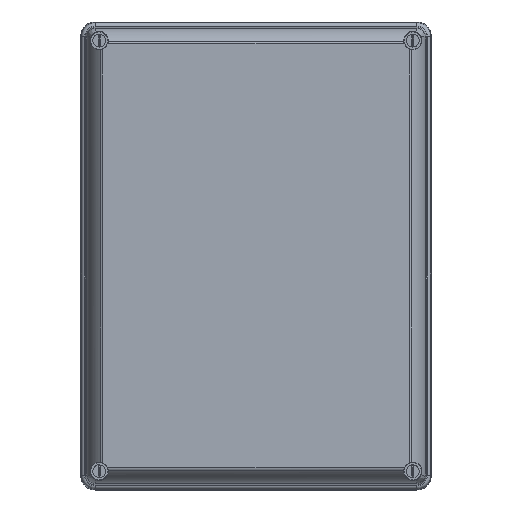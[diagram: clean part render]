
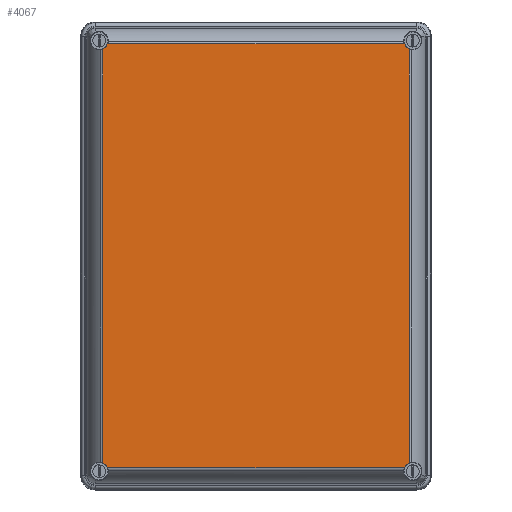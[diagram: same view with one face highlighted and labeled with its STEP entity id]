
A CAD part, top view. The second image highlights one B-rep face of the part: STEP entity #4067.
In plain terms, the highlighted planar face has unit normal (0, 0, 1).
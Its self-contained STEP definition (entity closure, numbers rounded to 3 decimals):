
#4067 = ADVANCED_FACE( '', ( #8477 ), #8478, .F. );
#8477 = FACE_OUTER_BOUND( '', #12974, .T. );
#8478 = PLANE( '', #12975 );
#12974 = EDGE_LOOP( '', ( #24384, #24385, #24386, #24387, #24388, #24389, #24390, #24391 ) );
#12975 = AXIS2_PLACEMENT_3D( '', #24392, #24393, #24394 );
#24384 = ORIENTED_EDGE( '', *, *, #26694, .F. );
#24385 = ORIENTED_EDGE( '', *, *, #25938, .T. );
#24386 = ORIENTED_EDGE( '', *, *, #28924, .F. );
#24387 = ORIENTED_EDGE( '', *, *, #26107, .T. );
#24388 = ORIENTED_EDGE( '', *, *, #28520, .F. );
#24389 = ORIENTED_EDGE( '', *, *, #28842, .F. );
#24390 = ORIENTED_EDGE( '', *, *, #27847, .F. );
#24391 = ORIENTED_EDGE( '', *, *, #26869, .F. );
#24392 = CARTESIAN_POINT( '', ( 137.5, 197.013, 57. ) );
#24393 = DIRECTION( '', ( 0., 0., -1. ) );
#24394 = DIRECTION( '', ( 0., 1., 0. ) );
#25938 = EDGE_CURVE( '', #31245, #31249, #31251, .T. );
#26107 = EDGE_CURVE( '', #31528, #31525, #31529, .F. );
#26694 = EDGE_CURVE( '', #31245, #32479, #32480, .F. );
#26869 = EDGE_CURVE( '', #32479, #32762, #32763, .F. );
#27847 = EDGE_CURVE( '', #32762, #34213, #34214, .F. );
#28520 = EDGE_CURVE( '', #35134, #31525, #35136, .F. );
#28842 = EDGE_CURVE( '', #34213, #35134, #35529, .T. );
#28924 = EDGE_CURVE( '', #31528, #31249, #35620, .F. );
#31245 = VERTEX_POINT( '', #38890 );
#31249 = VERTEX_POINT( '', #38902 );
#31251 = LINE( '', #38913, #38914 );
#31525 = VERTEX_POINT( '', #39272 );
#31528 = VERTEX_POINT( '', #39284 );
#31529 = LINE( '', #39285, #39286 );
#32479 = VERTEX_POINT( '', #40666 );
#32480 = CIRCLE( '', #40667, 7.75 );
#32762 = VERTEX_POINT( '', #41262 );
#32763 = LINE( '', #41263, #41264 );
#34213 = VERTEX_POINT( '', #43525 );
#34214 = CIRCLE( '', #43526, 7.75 );
#35134 = VERTEX_POINT( '', #45098 );
#35136 = CIRCLE( '', #45107, 7.75 );
#35529 = LINE( '', #45669, #45670 );
#35620 = CIRCLE( '', #45804, 7.75 );
#38890 = CARTESIAN_POINT( '', ( -131.107, 176.87, 57. ) );
#38902 = CARTESIAN_POINT( '', ( -131.107, -176.87, 57. ) );
#38913 = CARTESIAN_POINT( '', ( -131.107, 200., 57. ) );
#38914 = VECTOR( '', #47706, 1000. );
#39272 = CARTESIAN_POINT( '', ( 126.835, -181.107, 57. ) );
#39284 = CARTESIAN_POINT( '', ( -126.835, -181.107, 57. ) );
#39285 = CARTESIAN_POINT( '', ( 200., -181.107, 57. ) );
#39286 = VECTOR( '', #47920, 1000. );
#40666 = CARTESIAN_POINT( '', ( -126.835, 181.107, 57. ) );
#40667 = AXIS2_PLACEMENT_3D( '', #48599, #48600, #48601 );
#41262 = CARTESIAN_POINT( '', ( 126.835, 181.107, 57. ) );
#41263 = CARTESIAN_POINT( '', ( 200., 181.107, 57. ) );
#41264 = VECTOR( '', #48787, 1000. );
#43525 = CARTESIAN_POINT( '', ( 131.107, 176.87, 57. ) );
#43526 = AXIS2_PLACEMENT_3D( '', #49906, #49907, #49908 );
#45098 = CARTESIAN_POINT( '', ( 131.107, -176.87, 57. ) );
#45107 = AXIS2_PLACEMENT_3D( '', #50561, #50562, #50563 );
#45669 = CARTESIAN_POINT( '', ( 131.107, 200., 57. ) );
#45670 = VECTOR( '', #50826, 1000. );
#45804 = AXIS2_PLACEMENT_3D( '', #50889, #50890, #50891 );
#47706 = DIRECTION( '', ( 0., -1., 0. ) );
#47920 = DIRECTION( '', ( -1., 0., 0. ) );
#48599 = CARTESIAN_POINT( '', ( -134., 184.06, 57. ) );
#48600 = DIRECTION( '', ( 0., 0., -1. ) );
#48601 = DIRECTION( '', ( 0., 1., 0. ) );
#48787 = DIRECTION( '', ( -1., 0., 0. ) );
#49906 = CARTESIAN_POINT( '', ( 134., 184.06, 57. ) );
#49907 = DIRECTION( '', ( 0., 0., -1. ) );
#49908 = DIRECTION( '', ( 0., 1., 0. ) );
#50561 = CARTESIAN_POINT( '', ( 134., -184.06, 57. ) );
#50562 = DIRECTION( '', ( 0., 0., -1. ) );
#50563 = DIRECTION( '', ( 0., 1., 0. ) );
#50826 = DIRECTION( '', ( 0., -1., 0. ) );
#50889 = CARTESIAN_POINT( '', ( -134., -184.06, 57. ) );
#50890 = DIRECTION( '', ( 0., 0., -1. ) );
#50891 = DIRECTION( '', ( 0., 1., 0. ) );
